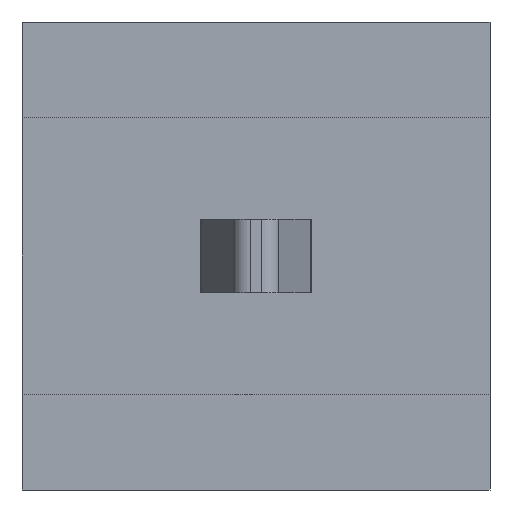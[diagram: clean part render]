
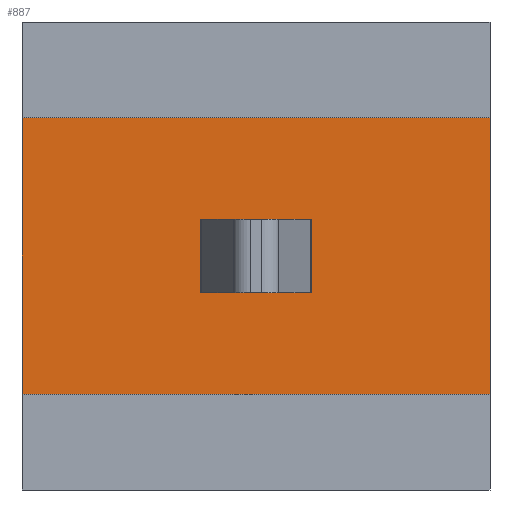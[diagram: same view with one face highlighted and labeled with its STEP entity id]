
A CAD part, front view. The second image highlights one B-rep face of the part: STEP entity #887.
In plain terms, the highlighted planar face has unit normal (0, -1, 0).
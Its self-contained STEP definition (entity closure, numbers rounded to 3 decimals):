
#7 = ORIENTED_EDGE ( 'NONE', *, *, #146, .T. ) ;
#28 = LINE ( 'NONE', #860, #1056 ) ;
#85 = ORIENTED_EDGE ( 'NONE', *, *, #1001, .T. ) ;
#86 = CARTESIAN_POINT ( 'NONE',  ( -1.27, 0.8, 0.75 ) ) ;
#87 = FACE_OUTER_BOUND ( 'NONE', #757, .T. ) ;
#90 = DIRECTION ( 'NONE',  ( 1., 0., 0. ) ) ;
#125 = CARTESIAN_POINT ( 'NONE',  ( -0.3, 0.8, 0.2 ) ) ;
#129 = VERTEX_POINT ( 'NONE', #777 ) ;
#141 = CARTESIAN_POINT ( 'NONE',  ( -1.27, 0.8, 0.75 ) ) ;
#146 = EDGE_CURVE ( 'NONE', #1007, #734, #1153, .T. ) ;
#169 = LINE ( 'NONE', #86, #893 ) ;
#209 = VECTOR ( 'NONE', #885, 1000. ) ;
#237 = EDGE_CURVE ( 'NONE', #756, #1134, #169, .T. ) ;
#243 = CARTESIAN_POINT ( 'NONE',  ( 0.3, 0.8, 0.2 ) ) ;
#279 = EDGE_CURVE ( 'NONE', #659, #1007, #647, .T. ) ;
#297 = EDGE_CURVE ( 'NONE', #761, #1164, #1212, .T. ) ;
#346 = VECTOR ( 'NONE', #655, 1000. ) ;
#366 = CARTESIAN_POINT ( 'NONE',  ( 0.3, 0.8, -0.2 ) ) ;
#379 = DIRECTION ( 'NONE',  ( 0., 1., 0. ) ) ;
#386 = EDGE_LOOP ( 'NONE', ( #7, #910, #872, #931 ) ) ;
#414 = DIRECTION ( 'NONE',  ( 0., 0., -1. ) ) ;
#461 = CARTESIAN_POINT ( 'NONE',  ( -0.3, 0.8, 0.2 ) ) ;
#507 = VECTOR ( 'NONE', #90, 1000. ) ;
#533 = CARTESIAN_POINT ( 'NONE',  ( 1.27, 0.8, 0.75 ) ) ;
#545 = LINE ( 'NONE', #933, #1194 ) ;
#588 = DIRECTION ( 'NONE',  ( 0., 0., 1. ) ) ;
#597 = LINE ( 'NONE', #125, #995 ) ;
#638 = CARTESIAN_POINT ( 'NONE',  ( 0., 0.8, 0. ) ) ;
#647 = LINE ( 'NONE', #913, #507 ) ;
#655 = DIRECTION ( 'NONE',  ( 1., 0., 0. ) ) ;
#659 = VERTEX_POINT ( 'NONE', #461 ) ;
#709 = VECTOR ( 'NONE', #414, 1000. ) ;
#734 = VERTEX_POINT ( 'NONE', #366 ) ;
#756 = VERTEX_POINT ( 'NONE', #533 ) ;
#757 = EDGE_LOOP ( 'NONE', ( #85, #1077, #962, #853 ) ) ;
#761 = VERTEX_POINT ( 'NONE', #904 ) ;
#777 = CARTESIAN_POINT ( 'NONE',  ( -0.3, 0.8, -0.2 ) ) ;
#787 = CARTESIAN_POINT ( 'NONE',  ( -1.27, 0.8, -0.75 ) ) ;
#837 = DIRECTION ( 'NONE',  ( -1., 0., 0. ) ) ;
#845 = EDGE_CURVE ( 'NONE', #734, #129, #545, .T. ) ;
#846 = DIRECTION ( 'NONE',  ( -1., 0., 0. ) ) ;
#853 = ORIENTED_EDGE ( 'NONE', *, *, #297, .T. ) ;
#860 = CARTESIAN_POINT ( 'NONE',  ( 1.27, 0.8, -0.75 ) ) ;
#872 = ORIENTED_EDGE ( 'NONE', *, *, #1095, .T. ) ;
#885 = DIRECTION ( 'NONE',  ( 0., 0., -1. ) ) ;
#887 = ADVANCED_FACE ( 'NONE', ( #1013, #87 ), #1218, .F. ) ;
#893 = VECTOR ( 'NONE', #837, 1000. ) ;
#904 = CARTESIAN_POINT ( 'NONE',  ( -1.27, 0.8, -0.75 ) ) ;
#910 = ORIENTED_EDGE ( 'NONE', *, *, #845, .T. ) ;
#913 = CARTESIAN_POINT ( 'NONE',  ( -0.3, 0.8, 0.2 ) ) ;
#931 = ORIENTED_EDGE ( 'NONE', *, *, #279, .T. ) ;
#933 = CARTESIAN_POINT ( 'NONE',  ( -0.3, 0.8, -0.2 ) ) ;
#962 = ORIENTED_EDGE ( 'NONE', *, *, #1157, .T. ) ;
#985 = CARTESIAN_POINT ( 'NONE',  ( 1.27, 0.8, -0.75 ) ) ;
#995 = VECTOR ( 'NONE', #1091, 1000. ) ;
#1001 = EDGE_CURVE ( 'NONE', #1164, #756, #28, .T. ) ;
#1006 = DIRECTION ( 'NONE',  ( 0., 0., 1. ) ) ;
#1007 = VERTEX_POINT ( 'NONE', #1140 ) ;
#1013 = FACE_BOUND ( 'NONE', #386, .T. ) ;
#1015 = AXIS2_PLACEMENT_3D ( 'NONE', #638, #379, #1006 ) ;
#1056 = VECTOR ( 'NONE', #588, 1000. ) ;
#1077 = ORIENTED_EDGE ( 'NONE', *, *, #237, .T. ) ;
#1081 = LINE ( 'NONE', #787, #709 ) ;
#1091 = DIRECTION ( 'NONE',  ( 0., 0., 1. ) ) ;
#1095 = EDGE_CURVE ( 'NONE', #129, #659, #597, .T. ) ;
#1134 = VERTEX_POINT ( 'NONE', #141 ) ;
#1140 = CARTESIAN_POINT ( 'NONE',  ( 0.3, 0.8, 0.2 ) ) ;
#1153 = LINE ( 'NONE', #243, #209 ) ;
#1157 = EDGE_CURVE ( 'NONE', #1134, #761, #1081, .T. ) ;
#1164 = VERTEX_POINT ( 'NONE', #985 ) ;
#1194 = VECTOR ( 'NONE', #846, 1000. ) ;
#1206 = CARTESIAN_POINT ( 'NONE',  ( -1.27, 0.8, -0.75 ) ) ;
#1212 = LINE ( 'NONE', #1206, #346 ) ;
#1218 = PLANE ( 'NONE',  #1015 ) ;
